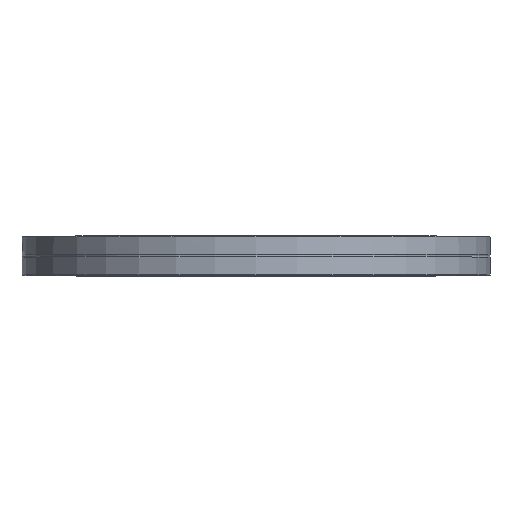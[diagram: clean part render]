
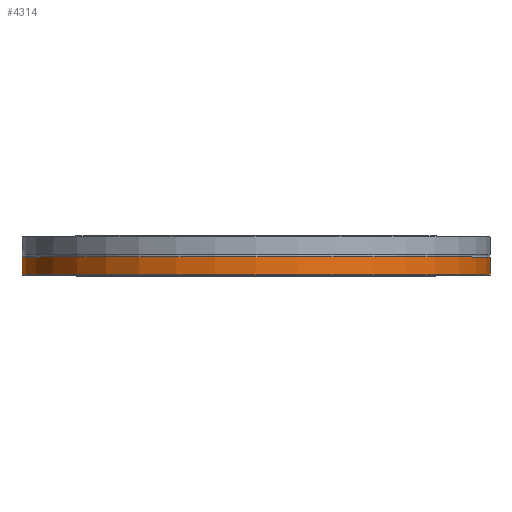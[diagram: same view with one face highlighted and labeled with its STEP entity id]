
A CAD part, top view. The second image highlights one B-rep face of the part: STEP entity #4314.
In plain terms, the highlighted cylindrical face has radius 168.3 mm (diameter 336.6 mm), a full revolution.
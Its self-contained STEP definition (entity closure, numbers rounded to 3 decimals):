
#245=CYLINDRICAL_SURFACE('',#4707,168.3);
#464=FACE_OUTER_BOUND('',#766,.T.);
#766=EDGE_LOOP('',(#3222,#3223,#3224,#3225,#3226,#3227));
#1058=LINE('',#6956,#1317);
#1317=VECTOR('',#5423,168.3);
#1632=CIRCLE('',#4705,168.3);
#1633=CIRCLE('',#4706,168.3);
#1634=CIRCLE('',#4708,168.3);
#1635=CIRCLE('',#4709,168.3);
#1986=VERTEX_POINT('',#6946);
#1987=VERTEX_POINT('',#6947);
#1988=VERTEX_POINT('',#6952);
#1989=VERTEX_POINT('',#6953);
#2449=EDGE_CURVE('',#1986,#1987,#1632,.T.);
#2450=EDGE_CURVE('',#1987,#1986,#1633,.T.);
#2452=EDGE_CURVE('',#1988,#1989,#1634,.T.);
#2453=EDGE_CURVE('',#1989,#1988,#1635,.T.);
#2454=EDGE_CURVE('',#1989,#1987,#1058,.T.);
#3222=ORIENTED_EDGE('',*,*,#2452,.F.);
#3223=ORIENTED_EDGE('',*,*,#2453,.F.);
#3224=ORIENTED_EDGE('',*,*,#2454,.T.);
#3225=ORIENTED_EDGE('',*,*,#2449,.F.);
#3226=ORIENTED_EDGE('',*,*,#2450,.F.);
#3227=ORIENTED_EDGE('',*,*,#2454,.F.);
#4314=ADVANCED_FACE('',(#464),#245,.T.);
#4705=AXIS2_PLACEMENT_3D('',#6948,#5412,#5413);
#4706=AXIS2_PLACEMENT_3D('',#6949,#5414,#5415);
#4707=AXIS2_PLACEMENT_3D('',#6951,#5417,#5418);
#4708=AXIS2_PLACEMENT_3D('',#6954,#5419,#5420);
#4709=AXIS2_PLACEMENT_3D('',#6955,#5421,#5422);
#5412=DIRECTION('center_axis',(0.,-1.,0.));
#5413=DIRECTION('ref_axis',(1.,0.,0.));
#5414=DIRECTION('center_axis',(0.,-1.,0.));
#5415=DIRECTION('ref_axis',(1.,0.,0.));
#5417=DIRECTION('center_axis',(0.,1.,0.));
#5418=DIRECTION('ref_axis',(-1.,0.,0.));
#5419=DIRECTION('center_axis',(0.,1.,0.));
#5420=DIRECTION('ref_axis',(1.,0.,0.));
#5421=DIRECTION('center_axis',(0.,1.,0.));
#5422=DIRECTION('ref_axis',(1.,0.,0.));
#5423=DIRECTION('',(0.,-1.,0.));
#6946=CARTESIAN_POINT('',(-168.3,0.5,0.));
#6947=CARTESIAN_POINT('',(168.3,0.5,0.));
#6948=CARTESIAN_POINT('Origin',(0.,0.5,0.));
#6949=CARTESIAN_POINT('Origin',(0.,0.5,0.));
#6951=CARTESIAN_POINT('Origin',(0.,6.685,0.));
#6952=CARTESIAN_POINT('',(0.,13.371,-168.3));
#6953=CARTESIAN_POINT('',(168.3,13.371,0.));
#6954=CARTESIAN_POINT('Origin',(0.,13.371,0.));
#6955=CARTESIAN_POINT('Origin',(0.,13.371,0.));
#6956=CARTESIAN_POINT('',(168.3,6.685,0.));
